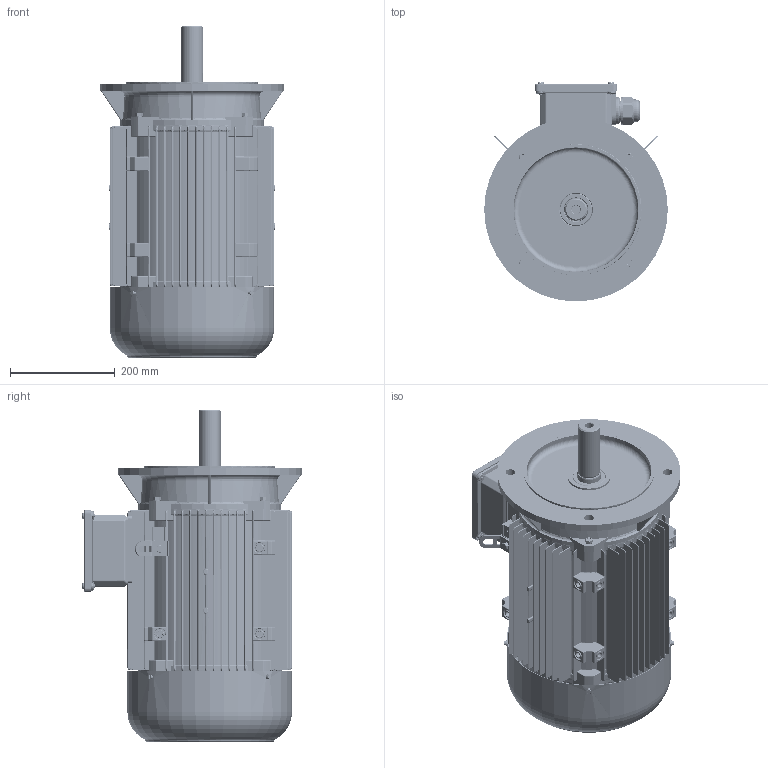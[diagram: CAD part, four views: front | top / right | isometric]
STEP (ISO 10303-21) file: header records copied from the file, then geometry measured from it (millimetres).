
FILE_DESCRIPTION(/* description */ (''),/* implementation_level */ '2;1');
FILE_NAME(/* name */ 'JL3-160L-2-B5.stp',/* time_stamp */ '2015-04-08T13:21:49+08:00',/* author */ (''),/* organization */ (''),/* preprocessor_version */ 'ST-DEVELOPER v14',/* originating_system */ 'SIEMENS PLM Software NX 8.0',/* authorisation */ '');
FILE_SCHEMA (('AUTOMOTIVE_DESIGN { 1 0 10303 214 3 1 1 1 }'));
Products named in the file (1): jl09144554h2ac
Bounding box: 350 x 417.7 x 633 mm (x, y, z)
Volume: 7259323.7 mm3; surface area: 2710088.3 mm2
Topology: 56 solids, 56 shells, 7676 faces, 20024 edges, 12702 vertices
Faces by surface type: plane 3681, cylinder 1851, bspline 1006, torus 682, sphere 240, cone 216
Full cylindrical faces by diameter (mm): 4.48 x5, 5 x7, 5.3 x5, 5.35 x4, 6 x4, 7.188 x8, 8 x11, 8.58 x2, 9.1 x8, 10 x5, 12.1 x2, 14.785 x2, 16 x1, 18 x2, 27.5 x1, 32.5 x3, 37.5 x5, 38.2 x1, 38.75 x6, 40 x7, 41.25 x6, 43.125 x1, 45 x1, 52 x1, 53.125 x1, 62 x1, 65 x1, 66 x1, 235 x1, 260 x1
Entity records: 282624 total; most frequent: CARTESIAN_POINT 103603, ORIENTED_EDGE 39392, DIRECTION 32785, EDGE_CURVE 19696, VERTEX_POINT 12581, LINE 11285, VECTOR 11285, AXIS2_PLACEMENT_3D 10750
